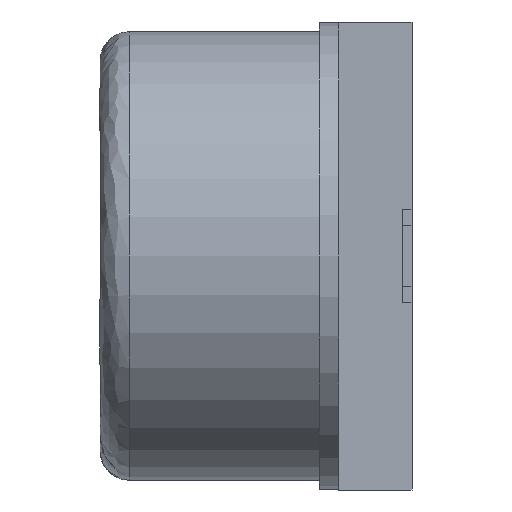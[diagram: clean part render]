
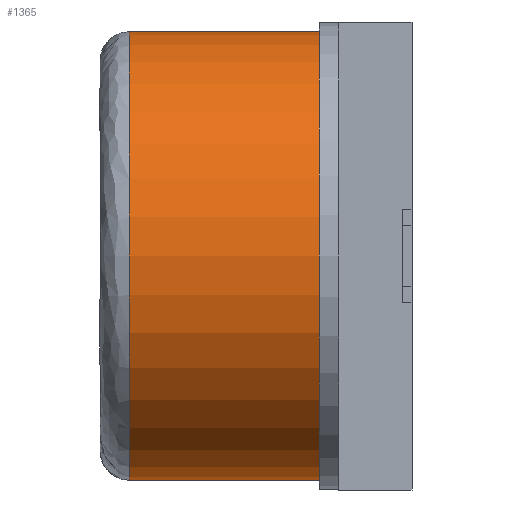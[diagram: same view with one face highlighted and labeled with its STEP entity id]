
A CAD part, left-side view. The second image highlights one B-rep face of the part: STEP entity #1365.
In plain terms, the highlighted cylindrical face has radius 2.3 mm (diameter 4.6 mm), a partial arc.
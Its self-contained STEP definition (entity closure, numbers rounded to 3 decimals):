
#20 = VECTOR ( 'NONE', #751, 1000. ) ;
#116 = CARTESIAN_POINT ( 'NONE',  ( -2.784, 3.2, 2.3 ) ) ;
#122 = LINE ( 'NONE', #1492, #20 ) ;
#162 = CARTESIAN_POINT ( 'NONE',  ( -2.784, 2.9, 0. ) ) ;
#333 = VERTEX_POINT ( 'NONE', #1242 ) ;
#414 = DIRECTION ( 'NONE',  ( 0., 0., 1. ) ) ;
#438 = FACE_OUTER_BOUND ( 'NONE', #1179, .T. ) ;
#478 = LINE ( 'NONE', #116, #837 ) ;
#520 = ORIENTED_EDGE ( 'NONE', *, *, #1456, .T. ) ;
#582 = AXIS2_PLACEMENT_3D ( 'NONE', #1138, #1402, #414 ) ;
#595 = ORIENTED_EDGE ( 'NONE', *, *, #925, .T. ) ;
#598 = VERTEX_POINT ( 'NONE', #1535 ) ;
#604 = EDGE_CURVE ( 'NONE', #1359, #333, #1369, .T. ) ;
#640 = ORIENTED_EDGE ( 'NONE', *, *, #604, .F. ) ;
#751 = DIRECTION ( 'NONE',  ( 0., -1., 0. ) ) ;
#800 = DIRECTION ( 'NONE',  ( 0., 0., 1. ) ) ;
#826 = DIRECTION ( 'NONE',  ( 0., -1., 0. ) ) ;
#837 = VECTOR ( 'NONE', #1504, 1000. ) ;
#925 = EDGE_CURVE ( 'NONE', #598, #333, #122, .T. ) ;
#944 = EDGE_CURVE ( 'NONE', #1359, #1323, #478, .T. ) ;
#989 = CIRCLE ( 'NONE', #1239, 2.3 ) ;
#1036 = DIRECTION ( 'NONE',  ( 0., -1., 0. ) ) ;
#1048 = CYLINDRICAL_SURFACE ( 'NONE', #582, 2.3 ) ;
#1063 = DIRECTION ( 'NONE',  ( 0., 0., 1. ) ) ;
#1138 = CARTESIAN_POINT ( 'NONE',  ( -2.784, 3.2, 0. ) ) ;
#1179 = EDGE_LOOP ( 'NONE', ( #595, #640, #1374, #520 ) ) ;
#1192 = CARTESIAN_POINT ( 'NONE',  ( -2.784, 0.95, 0. ) ) ;
#1239 = AXIS2_PLACEMENT_3D ( 'NONE', #162, #1036, #800 ) ;
#1242 = CARTESIAN_POINT ( 'NONE',  ( -2.784, 0.95, -2.3 ) ) ;
#1249 = AXIS2_PLACEMENT_3D ( 'NONE', #1192, #826, #1063 ) ;
#1323 = VERTEX_POINT ( 'NONE', #1634 ) ;
#1359 = VERTEX_POINT ( 'NONE', #1508 ) ;
#1365 = ADVANCED_FACE ( 'NONE', ( #438 ), #1048, .T. ) ;
#1369 = CIRCLE ( 'NONE', #1249, 2.3 ) ;
#1374 = ORIENTED_EDGE ( 'NONE', *, *, #944, .T. ) ;
#1402 = DIRECTION ( 'NONE',  ( 0., -1., 0. ) ) ;
#1456 = EDGE_CURVE ( 'NONE', #1323, #598, #989, .T. ) ;
#1492 = CARTESIAN_POINT ( 'NONE',  ( -2.784, 3.2, -2.3 ) ) ;
#1504 = DIRECTION ( 'NONE',  ( 0., 1., 0. ) ) ;
#1508 = CARTESIAN_POINT ( 'NONE',  ( -2.784, 0.95, 2.3 ) ) ;
#1535 = CARTESIAN_POINT ( 'NONE',  ( -2.784, 2.9, -2.3 ) ) ;
#1634 = CARTESIAN_POINT ( 'NONE',  ( -2.784, 2.9, 2.3 ) ) ;
